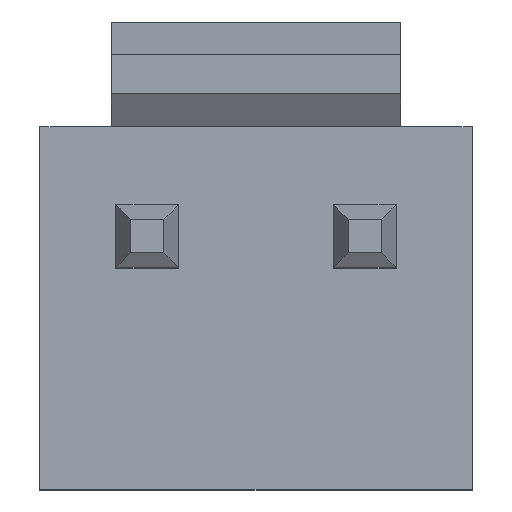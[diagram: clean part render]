
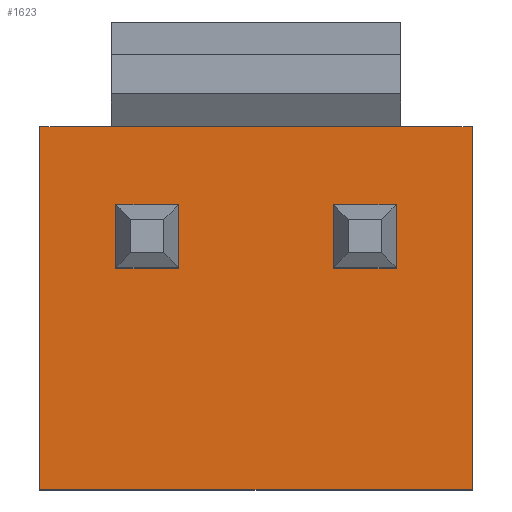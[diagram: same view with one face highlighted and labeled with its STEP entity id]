
A CAD part, top view. The second image highlights one B-rep face of the part: STEP entity #1623.
In plain terms, the highlighted planar face has unit normal (0, 0, 1).
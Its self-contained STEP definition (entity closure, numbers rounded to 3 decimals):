
#12 = VERTEX_POINT ( 'NONE', #1267 ) ;
#21 = CARTESIAN_POINT ( 'NONE',  ( -2.55, 0.92, 3.2 ) ) ;
#33 = EDGE_CURVE ( 'NONE', #1037, #1336, #1730, .T. ) ;
#51 = CARTESIAN_POINT ( 'NONE',  ( 1.41, -0.22, 3.2 ) ) ;
#58 = LINE ( 'NONE', #934, #1125 ) ;
#86 = VECTOR ( 'NONE', #686, 1000. ) ;
#89 = VERTEX_POINT ( 'NONE', #1263 ) ;
#96 = CARTESIAN_POINT ( 'NONE',  ( 3.93, -4.25, 3.2 ) ) ;
#97 = EDGE_CURVE ( 'NONE', #1339, #1336, #866, .T. ) ;
#101 = VECTOR ( 'NONE', #1727, 1000. ) ;
#104 = CARTESIAN_POINT ( 'NONE',  ( 2.63, 2.35, 3.2 ) ) ;
#122 = DIRECTION ( 'NONE',  ( 0., 1., 0. ) ) ;
#148 = LINE ( 'NONE', #1170, #101 ) ;
#164 = CARTESIAN_POINT ( 'NONE',  ( -1.41, 0., 3.2 ) ) ;
#176 = ORIENTED_EDGE ( 'NONE', *, *, #561, .T. ) ;
#187 = DIRECTION ( 'NONE',  ( 0., -1., 0. ) ) ;
#191 = CARTESIAN_POINT ( 'NONE',  ( -1.41, 0.92, 3.2 ) ) ;
#212 = CARTESIAN_POINT ( 'NONE',  ( 1.41, 0.92, 3.2 ) ) ;
#235 = EDGE_CURVE ( 'NONE', #858, #1165, #58, .T. ) ;
#244 = LINE ( 'NONE', #851, #1650 ) ;
#245 = EDGE_LOOP ( 'NONE', ( #1402, #176, #573, #1484 ) ) ;
#267 = VECTOR ( 'NONE', #1539, 1000. ) ;
#271 = EDGE_CURVE ( 'NONE', #594, #540, #244, .T. ) ;
#312 = VECTOR ( 'NONE', #711, 1000. ) ;
#313 = DIRECTION ( 'NONE',  ( 0., 1., 0. ) ) ;
#323 = VERTEX_POINT ( 'NONE', #1247 ) ;
#361 = EDGE_CURVE ( 'NONE', #594, #642, #1270, .T. ) ;
#372 = CARTESIAN_POINT ( 'NONE',  ( -3.93, 2.35, 3.2 ) ) ;
#384 = DIRECTION ( 'NONE',  ( 0., 0., -1. ) ) ;
#392 = DIRECTION ( 'NONE',  ( 1., 0., 0. ) ) ;
#401 = ORIENTED_EDGE ( 'NONE', *, *, #97, .F. ) ;
#442 = LINE ( 'NONE', #932, #1178 ) ;
#447 = ORIENTED_EDGE ( 'NONE', *, *, #506, .T. ) ;
#461 = LINE ( 'NONE', #589, #780 ) ;
#467 = DIRECTION ( 'NONE',  ( 1., 0., 0. ) ) ;
#469 = ORIENTED_EDGE ( 'NONE', *, *, #235, .F. ) ;
#506 = EDGE_CURVE ( 'NONE', #12, #745, #1687, .T. ) ;
#512 = LINE ( 'NONE', #1024, #879 ) ;
#515 = AXIS2_PLACEMENT_3D ( 'NONE', #1354, #384, #1211 ) ;
#534 = EDGE_CURVE ( 'NONE', #883, #323, #712, .T. ) ;
#540 = VERTEX_POINT ( 'NONE', #51 ) ;
#561 = EDGE_CURVE ( 'NONE', #89, #540, #148, .T. ) ;
#573 = ORIENTED_EDGE ( 'NONE', *, *, #271, .F. ) ;
#589 = CARTESIAN_POINT ( 'NONE',  ( 2.55, 0., 3.2 ) ) ;
#590 = EDGE_CURVE ( 'NONE', #1037, #1561, #512, .T. ) ;
#594 = VERTEX_POINT ( 'NONE', #212 ) ;
#608 = FACE_BOUND ( 'NONE', #245, .T. ) ;
#616 = CARTESIAN_POINT ( 'NONE',  ( -2.63, 2.35, 3.2 ) ) ;
#642 = VERTEX_POINT ( 'NONE', #758 ) ;
#686 = DIRECTION ( 'NONE',  ( -1., 0., 0. ) ) ;
#711 = DIRECTION ( 'NONE',  ( 1., 0., 0. ) ) ;
#712 = LINE ( 'NONE', #1078, #1782 ) ;
#737 = VECTOR ( 'NONE', #187, 1000. ) ;
#745 = VERTEX_POINT ( 'NONE', #96 ) ;
#758 = CARTESIAN_POINT ( 'NONE',  ( 2.55, 0.92, 3.2 ) ) ;
#780 = VECTOR ( 'NONE', #1282, 1000. ) ;
#851 = CARTESIAN_POINT ( 'NONE',  ( 1.41, 0., 3.2 ) ) ;
#858 = VERTEX_POINT ( 'NONE', #372 ) ;
#861 = ORIENTED_EDGE ( 'NONE', *, *, #1707, .T. ) ;
#866 = LINE ( 'NONE', #164, #1614 ) ;
#870 = CARTESIAN_POINT ( 'NONE',  ( -1.41, -0.22, 3.2 ) ) ;
#879 = VECTOR ( 'NONE', #1448, 1000. ) ;
#883 = VERTEX_POINT ( 'NONE', #104 ) ;
#895 = FACE_OUTER_BOUND ( 'NONE', #1227, .T. ) ;
#932 = CARTESIAN_POINT ( 'NONE',  ( 3.93, -4.25, 3.2 ) ) ;
#934 = CARTESIAN_POINT ( 'NONE',  ( 0., 2.35, 3.2 ) ) ;
#940 = VECTOR ( 'NONE', #392, 1000. ) ;
#957 = CARTESIAN_POINT ( 'NONE',  ( -2.55, -0.22, 3.2 ) ) ;
#961 = VECTOR ( 'NONE', #467, 1000. ) ;
#973 = EDGE_CURVE ( 'NONE', #745, #323, #442, .T. ) ;
#1005 = EDGE_LOOP ( 'NONE', ( #401, #861, #1291, #1751 ) ) ;
#1010 = ORIENTED_EDGE ( 'NONE', *, *, #1341, .T. ) ;
#1022 = CARTESIAN_POINT ( 'NONE',  ( -3.93, -4.25, 3.2 ) ) ;
#1024 = CARTESIAN_POINT ( 'NONE',  ( -2.55, 0., 3.2 ) ) ;
#1037 = VERTEX_POINT ( 'NONE', #1200 ) ;
#1053 = DIRECTION ( 'NONE',  ( 1., 0., 0. ) ) ;
#1078 = CARTESIAN_POINT ( 'NONE',  ( 0., 2.35, 3.2 ) ) ;
#1087 = PLANE ( 'NONE',  #515 ) ;
#1113 = LINE ( 'NONE', #1022, #737 ) ;
#1125 = VECTOR ( 'NONE', #1671, 1000. ) ;
#1162 = CARTESIAN_POINT ( 'NONE',  ( -3.93, -4.25, 3.2 ) ) ;
#1165 = VERTEX_POINT ( 'NONE', #616 ) ;
#1170 = CARTESIAN_POINT ( 'NONE',  ( 1.41, -0.22, 3.2 ) ) ;
#1178 = VECTOR ( 'NONE', #122, 1000. ) ;
#1189 = LINE ( 'NONE', #1653, #86 ) ;
#1200 = CARTESIAN_POINT ( 'NONE',  ( -2.55, 0.92, 3.2 ) ) ;
#1211 = DIRECTION ( 'NONE',  ( -1., 0., 0. ) ) ;
#1227 = EDGE_LOOP ( 'NONE', ( #447, #1324, #1410, #1774, #469, #1010 ) ) ;
#1247 = CARTESIAN_POINT ( 'NONE',  ( 3.93, 2.35, 3.2 ) ) ;
#1263 = CARTESIAN_POINT ( 'NONE',  ( 2.55, -0.22, 3.2 ) ) ;
#1267 = CARTESIAN_POINT ( 'NONE',  ( -3.93, -4.25, 3.2 ) ) ;
#1270 = LINE ( 'NONE', #1527, #267 ) ;
#1278 = EDGE_CURVE ( 'NONE', #89, #642, #461, .T. ) ;
#1282 = DIRECTION ( 'NONE',  ( 0., 1., 0. ) ) ;
#1291 = ORIENTED_EDGE ( 'NONE', *, *, #590, .F. ) ;
#1305 = LINE ( 'NONE', #1777, #940 ) ;
#1324 = ORIENTED_EDGE ( 'NONE', *, *, #973, .T. ) ;
#1336 = VERTEX_POINT ( 'NONE', #191 ) ;
#1339 = VERTEX_POINT ( 'NONE', #870 ) ;
#1341 = EDGE_CURVE ( 'NONE', #858, #12, #1113, .T. ) ;
#1354 = CARTESIAN_POINT ( 'NONE',  ( 0., 0., 3.2 ) ) ;
#1402 = ORIENTED_EDGE ( 'NONE', *, *, #1278, .F. ) ;
#1410 = ORIENTED_EDGE ( 'NONE', *, *, #534, .F. ) ;
#1448 = DIRECTION ( 'NONE',  ( 0., -1., 0. ) ) ;
#1484 = ORIENTED_EDGE ( 'NONE', *, *, #361, .T. ) ;
#1527 = CARTESIAN_POINT ( 'NONE',  ( 1.41, 0.92, 3.2 ) ) ;
#1539 = DIRECTION ( 'NONE',  ( 1., 0., 0. ) ) ;
#1561 = VERTEX_POINT ( 'NONE', #957 ) ;
#1614 = VECTOR ( 'NONE', #313, 1000. ) ;
#1616 = EDGE_CURVE ( 'NONE', #1165, #883, #1305, .T. ) ;
#1622 = FACE_BOUND ( 'NONE', #1005, .T. ) ;
#1623 = ADVANCED_FACE ( 'NONE', ( #895, #1622, #608 ), #1087, .F. ) ;
#1650 = VECTOR ( 'NONE', #1795, 1000. ) ;
#1653 = CARTESIAN_POINT ( 'NONE',  ( -2.55, -0.22, 3.2 ) ) ;
#1671 = DIRECTION ( 'NONE',  ( 1., 0., 0. ) ) ;
#1687 = LINE ( 'NONE', #1162, #961 ) ;
#1707 = EDGE_CURVE ( 'NONE', #1339, #1561, #1189, .T. ) ;
#1727 = DIRECTION ( 'NONE',  ( -1., 0., 0. ) ) ;
#1730 = LINE ( 'NONE', #21, #312 ) ;
#1751 = ORIENTED_EDGE ( 'NONE', *, *, #33, .T. ) ;
#1774 = ORIENTED_EDGE ( 'NONE', *, *, #1616, .F. ) ;
#1777 = CARTESIAN_POINT ( 'NONE',  ( 0., 2.35, 3.2 ) ) ;
#1782 = VECTOR ( 'NONE', #1053, 1000. ) ;
#1795 = DIRECTION ( 'NONE',  ( 0., -1., 0. ) ) ;
